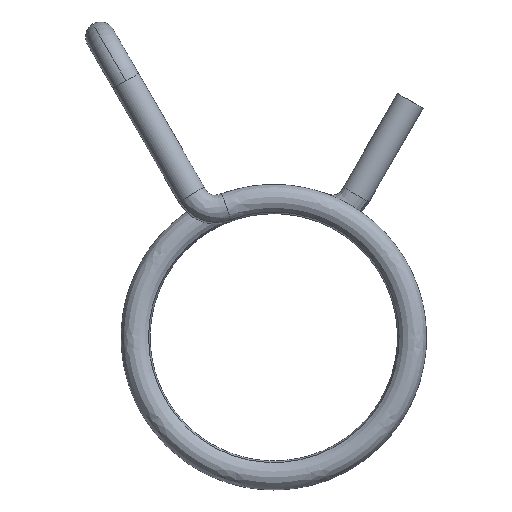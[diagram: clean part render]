
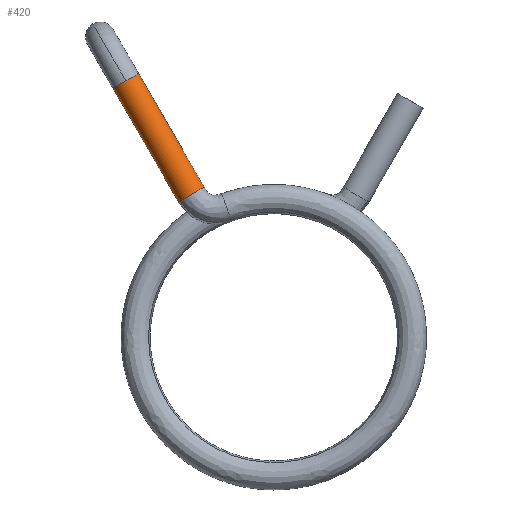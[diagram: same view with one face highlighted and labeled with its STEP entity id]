
A CAD part, top view. The second image highlights one B-rep face of the part: STEP entity #420.
In plain terms, the highlighted cylindrical face has radius 0.9 mm (diameter 1.8 mm), a partial arc.
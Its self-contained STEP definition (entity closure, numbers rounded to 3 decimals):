
#403 = ORIENTED_EDGE ( 'NONE', *, *, #705, .T. ) ;
#420 = ADVANCED_FACE ( 'NONE', ( #6222 ), #1164, .T. ) ;
#483 = EDGE_CURVE ( 'NONE', #1520, #6745, #6057, .T. ) ;
#636 = CARTESIAN_POINT ( 'NONE',  ( -9., 15.588, 3.1 ) ) ;
#705 = EDGE_CURVE ( 'NONE', #6149, #6225, #717, .T. ) ;
#717 = LINE ( 'NONE', #1361, #7209 ) ;
#773 = VERTEX_POINT ( 'NONE', #1262 ) ;
#862 = CARTESIAN_POINT ( 'NONE',  ( -9.779, 15.138, 3.1 ) ) ;
#879 = CARTESIAN_POINT ( 'NONE',  ( -5.005, 8.67, 3.1 ) ) ;
#985 = DIRECTION ( 'NONE',  ( 0.75, 0.433, -0.5 ) ) ;
#989 = EDGE_CURVE ( 'NONE', #773, #4843, #1526, .T. ) ;
#1164 = CYLINDRICAL_SURFACE ( 'NONE', #5595, 0.9 ) ;
#1199 = DIRECTION ( 'NONE',  ( 0.5, -0.866, 0. ) ) ;
#1262 = CARTESIAN_POINT ( 'NONE',  ( -8.221, 16.038, 3.1 ) ) ;
#1341 = DIRECTION ( 'NONE',  ( 0.5, -0.866, 0. ) ) ;
#1361 = CARTESIAN_POINT ( 'NONE',  ( -9.779, 15.138, 3.1 ) ) ;
#1394 = CIRCLE ( 'NONE', #2111, 0.9 ) ;
#1520 = VERTEX_POINT ( 'NONE', #5376 ) ;
#1523 = AXIS2_PLACEMENT_3D ( 'NONE', #3415, #4560, #985 ) ;
#1526 = CIRCLE ( 'NONE', #2838, 0.9 ) ;
#1651 = DIRECTION ( 'NONE',  ( 0.75, 0.433, -0.5 ) ) ;
#1684 = DIRECTION ( 'NONE',  ( 0.5, -0.866, 0. ) ) ;
#1784 = EDGE_LOOP ( 'NONE', ( #4822, #5529, #403, #7251, #5135, #5664 ) ) ;
#1862 = CARTESIAN_POINT ( 'NONE',  ( -5.78, 8.222, 3.1 ) ) ;
#2111 = AXIS2_PLACEMENT_3D ( 'NONE', #2619, #3302, #4887 ) ;
#2352 = CIRCLE ( 'NONE', #1523, 0.9 ) ;
#2371 = LINE ( 'NONE', #4651, #2965 ) ;
#2619 = CARTESIAN_POINT ( 'NONE',  ( -5.005, 8.67, 3.1 ) ) ;
#2710 = CARTESIAN_POINT ( 'NONE',  ( -9., 15.588, 4. ) ) ;
#2838 = AXIS2_PLACEMENT_3D ( 'NONE', #636, #1684, #1651 ) ;
#2965 = VECTOR ( 'NONE', #6862, 1000. ) ;
#3048 = EDGE_CURVE ( 'NONE', #6745, #6225, #1394, .T. ) ;
#3302 = DIRECTION ( 'NONE',  ( 0.5, -0.866, 0. ) ) ;
#3370 = AXIS2_PLACEMENT_3D ( 'NONE', #879, #1341, #5868 ) ;
#3415 = CARTESIAN_POINT ( 'NONE',  ( -9., 15.588, 3.1 ) ) ;
#3434 = CARTESIAN_POINT ( 'NONE',  ( -9., 15.588, 3.1 ) ) ;
#3541 = DIRECTION ( 'NONE',  ( 0.5, -0.866, 0. ) ) ;
#3754 = EDGE_CURVE ( 'NONE', #4843, #6149, #2352, .T. ) ;
#4560 = DIRECTION ( 'NONE',  ( 0.5, -0.866, 0. ) ) ;
#4651 = CARTESIAN_POINT ( 'NONE',  ( -8.221, 16.038, 3.1 ) ) ;
#4822 = ORIENTED_EDGE ( 'NONE', *, *, #989, .T. ) ;
#4843 = VERTEX_POINT ( 'NONE', #2710 ) ;
#4887 = DIRECTION ( 'NONE',  ( 0.75, 0.433, -0.5 ) ) ;
#5135 = ORIENTED_EDGE ( 'NONE', *, *, #483, .F. ) ;
#5192 = EDGE_CURVE ( 'NONE', #773, #1520, #2371, .T. ) ;
#5376 = CARTESIAN_POINT ( 'NONE',  ( -4.231, 9.117, 3.1 ) ) ;
#5529 = ORIENTED_EDGE ( 'NONE', *, *, #3754, .T. ) ;
#5595 = AXIS2_PLACEMENT_3D ( 'NONE', #3434, #1199, #5678 ) ;
#5612 = CARTESIAN_POINT ( 'NONE',  ( -5.68, 8.28, 3.55 ) ) ;
#5664 = ORIENTED_EDGE ( 'NONE', *, *, #5192, .F. ) ;
#5678 = DIRECTION ( 'NONE',  ( 0.866, 0.5, 0. ) ) ;
#5868 = DIRECTION ( 'NONE',  ( 0.75, 0.433, -0.5 ) ) ;
#6057 = CIRCLE ( 'NONE', #3370, 0.9 ) ;
#6149 = VERTEX_POINT ( 'NONE', #862 ) ;
#6222 = FACE_OUTER_BOUND ( 'NONE', #1784, .T. ) ;
#6225 = VERTEX_POINT ( 'NONE', #1862 ) ;
#6745 = VERTEX_POINT ( 'NONE', #5612 ) ;
#6862 = DIRECTION ( 'NONE',  ( 0.5, -0.866, 0. ) ) ;
#7209 = VECTOR ( 'NONE', #3541, 1000. ) ;
#7251 = ORIENTED_EDGE ( 'NONE', *, *, #3048, .F. ) ;
